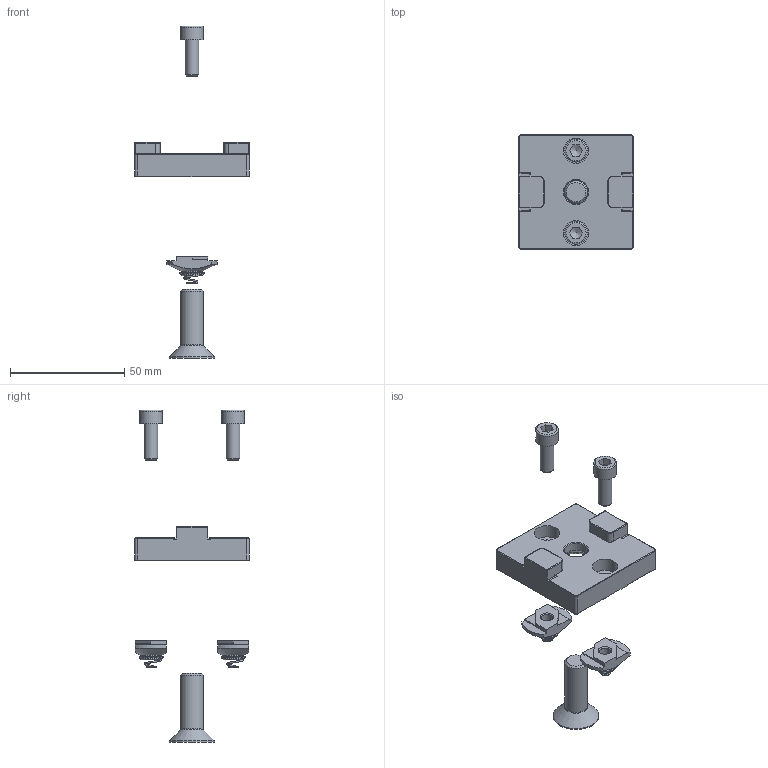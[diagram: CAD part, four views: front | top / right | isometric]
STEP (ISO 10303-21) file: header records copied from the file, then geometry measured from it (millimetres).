
FILE_DESCRIPTION(/* description */ (''),/* implementation_level */ '2;1');
FILE_NAME(/* name */ 'CFS 50.stp',/* time_stamp */ '2016-10-17T18:55:04+01:00',/* author */ ('kevin'),/* organization */ (''),/* preprocessor_version */ 'ST-DEVELOPER v15.2',/* originating_system */ 'Autodesk Inventor 2014',/* authorisation */ '');
FILE_SCHEMA (('AUTOMOTIVE_DESIGN { 1 0 10303 214 3 1 1 }'));
Length unit declared in the file: millimetre
Products named in the file (7): CFS 50; DIN 912 - M6 x 1 x 16 x 13.5; FTS 6; FTS-S; DIN 7991 - M10x30
Bounding box: 50 x 50 x 145.35 mm (x, y, z)
Volume: 24579.4 mm3; surface area: 14668.1 mm2
Topology: 8 solids, 8 shells, 328 faces, 746 edges, 446 vertices
Faces by surface type: cylinder 114, plane 106, bspline 50, torus 32, cone 18, sphere 8
Full cylindrical faces by diameter (mm): 4.917 x2, 6 x2, 6.5 x2, 8.8 x2, 9.8 x2, 10 x3, 10.5 x1, 11 x2, 18 x1, 20 x1
Entity records: 10740 total; most frequent: CARTESIAN_POINT 4329, DIRECTION 1358, ORIENTED_EDGE 1240, EDGE_CURVE 620, AXIS2_PLACEMENT_3D 545, VERTEX_POINT 383, EDGE_LOOP 333, ADVANCED_FACE 286
